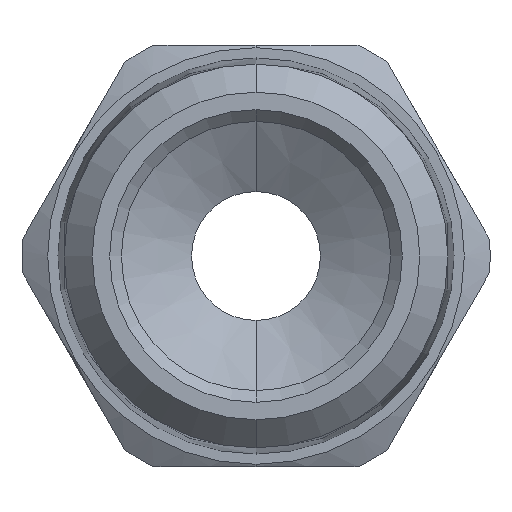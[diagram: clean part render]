
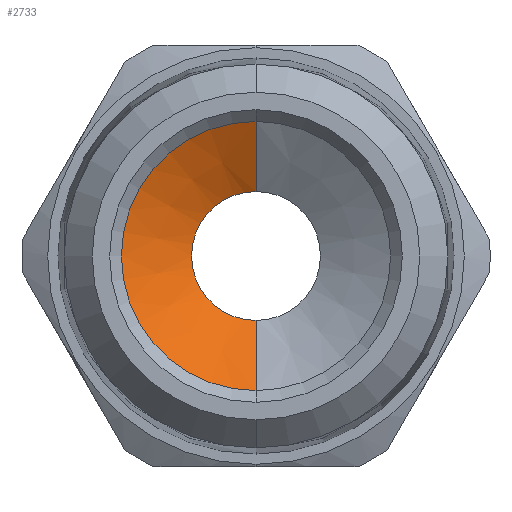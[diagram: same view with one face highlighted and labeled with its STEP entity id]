
A CAD part, front view. The second image highlights one B-rep face of the part: STEP entity #2733.
In plain terms, the highlighted conical face has half-angle 60 degrees and reference radius 5.75 mm.
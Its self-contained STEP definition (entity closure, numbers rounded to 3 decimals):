
#26 = DIRECTION ( 'NONE',  ( 0., -1., 0. ) ) ;
#154 = CARTESIAN_POINT ( 'NONE',  ( 0., -14.368, 0. ) ) ;
#204 = CARTESIAN_POINT ( 'NONE',  ( 0., -16.1, 0. ) ) ;
#218 = EDGE_CURVE ( 'NONE', #2526, #1807, #1572, .T. ) ;
#381 = ORIENTED_EDGE ( 'NONE', *, *, #2968, .F. ) ;
#436 = AXIS2_PLACEMENT_3D ( 'NONE', #1193, #26, #1714 ) ;
#482 = CARTESIAN_POINT ( 'NONE',  ( 0., -16.1, -5.75 ) ) ;
#534 = EDGE_CURVE ( 'NONE', #731, #2116, #955, .T. ) ;
#674 = DIRECTION ( 'NONE',  ( 0., -1., 0. ) ) ;
#731 = VERTEX_POINT ( 'NONE', #2661 ) ;
#793 = ORIENTED_EDGE ( 'NONE', *, *, #534, .F. ) ;
#877 = CIRCLE ( 'NONE', #2201, 2.75 ) ;
#878 = DIRECTION ( 'NONE',  ( 0., 0., -1. ) ) ;
#955 = CIRCLE ( 'NONE', #2910, 2.75 ) ;
#1184 = DIRECTION ( 'NONE',  ( 0., -1., 0. ) ) ;
#1190 = EDGE_CURVE ( 'NONE', #1807, #2728, #1843, .T. ) ;
#1193 = CARTESIAN_POINT ( 'NONE',  ( 0., -16.1, 0. ) ) ;
#1220 = CARTESIAN_POINT ( 'NONE',  ( 0., -16.1, 5.75 ) ) ;
#1266 = VECTOR ( 'NONE', #2020, 1000. ) ;
#1339 = EDGE_LOOP ( 'NONE', ( #381, #3088, #2826, #2007, #793 ) ) ;
#1558 = CARTESIAN_POINT ( 'NONE',  ( 0., -16.1, 5.75 ) ) ;
#1572 = LINE ( 'NONE', #1558, #1266 ) ;
#1592 = AXIS2_PLACEMENT_3D ( 'NONE', #204, #674, #2597 ) ;
#1705 = VECTOR ( 'NONE', #2635, 1000. ) ;
#1714 = DIRECTION ( 'NONE',  ( 0., 0., -1. ) ) ;
#1807 = VERTEX_POINT ( 'NONE', #1220 ) ;
#1821 = EDGE_CURVE ( 'NONE', #2116, #2728, #2613, .T. ) ;
#1843 = CIRCLE ( 'NONE', #1592, 5.75 ) ;
#2007 = ORIENTED_EDGE ( 'NONE', *, *, #1821, .F. ) ;
#2020 = DIRECTION ( 'NONE',  ( 0., -0.5, 0.866 ) ) ;
#2116 = VERTEX_POINT ( 'NONE', #3107 ) ;
#2118 = CARTESIAN_POINT ( 'NONE',  ( 0., -14.368, 0. ) ) ;
#2201 = AXIS2_PLACEMENT_3D ( 'NONE', #154, #2792, #878 ) ;
#2264 = FACE_OUTER_BOUND ( 'NONE', #1339, .T. ) ;
#2360 = CARTESIAN_POINT ( 'NONE',  ( 0., -14.368, 2.75 ) ) ;
#2526 = VERTEX_POINT ( 'NONE', #2360 ) ;
#2558 = DIRECTION ( 'NONE',  ( 0., 0., -1. ) ) ;
#2597 = DIRECTION ( 'NONE',  ( 0., 0., -1. ) ) ;
#2613 = LINE ( 'NONE', #482, #1705 ) ;
#2635 = DIRECTION ( 'NONE',  ( 0., -0.5, -0.866 ) ) ;
#2661 = CARTESIAN_POINT ( 'NONE',  ( -2.75, -14.368, 0. ) ) ;
#2728 = VERTEX_POINT ( 'NONE', #3091 ) ;
#2733 = ADVANCED_FACE ( 'NONE', ( #2264 ), #3105, .F. ) ;
#2792 = DIRECTION ( 'NONE',  ( 0., -1., 0. ) ) ;
#2826 = ORIENTED_EDGE ( 'NONE', *, *, #1190, .T. ) ;
#2910 = AXIS2_PLACEMENT_3D ( 'NONE', #2118, #1184, #2558 ) ;
#2968 = EDGE_CURVE ( 'NONE', #2526, #731, #877, .T. ) ;
#3088 = ORIENTED_EDGE ( 'NONE', *, *, #218, .T. ) ;
#3091 = CARTESIAN_POINT ( 'NONE',  ( 0., -16.1, -5.75 ) ) ;
#3105 = CONICAL_SURFACE ( 'NONE', #436, 5.75, 1.047 ) ;
#3107 = CARTESIAN_POINT ( 'NONE',  ( 0., -14.368, -2.75 ) ) ;
